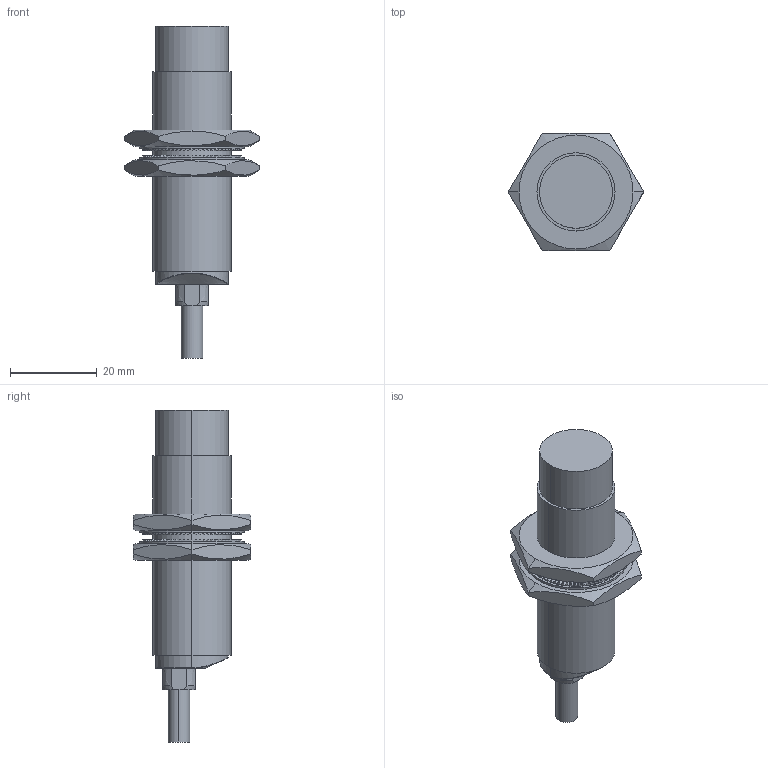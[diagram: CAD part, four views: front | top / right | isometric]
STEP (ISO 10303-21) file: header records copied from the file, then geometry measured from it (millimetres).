
FILE_DESCRIPTION((''),'2;1');
FILE_NAME('TYN18','2022-03-25T',('EDY'),(''),'CREO PARAMETRIC BY PTC INC, 2018070','CREO PARAMETRIC BY PTC INC, 2018070','');
FILE_SCHEMA(('CONFIG_CONTROL_DESIGN'));
Length unit declared in the file: millimetre
Products named in the file (1): TYN18
Bounding box: 31.18 x 27 x 76.5 mm (x, y, z)
Volume: 17785.2 mm3; surface area: 6530.4 mm2
Topology: 1 solids, 1 shells, 956 faces, 2382 edges, 1586 vertices
Faces by surface type: plane 908, cone 26, cylinder 18, bspline 3, torus 1
Entity records: 28966 total; most frequent: CARTESIAN_POINT 6015, ORIENTED_EDGE 4764, DIRECTION 4314, EDGE_CURVE 2382, VECTOR 2244, LINE 2244, VERTEX_POINT 1586, EDGE_LOOP 1114
